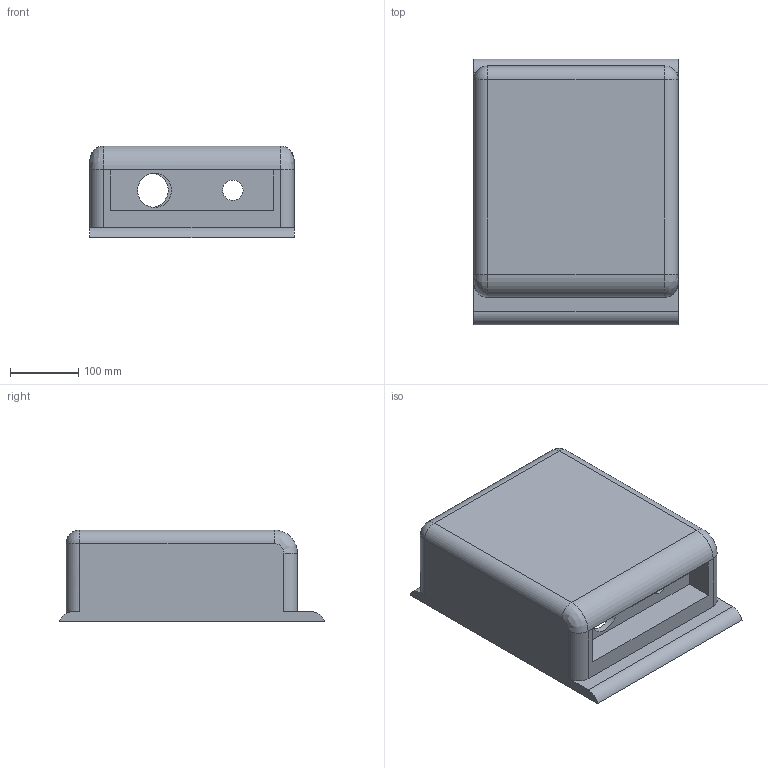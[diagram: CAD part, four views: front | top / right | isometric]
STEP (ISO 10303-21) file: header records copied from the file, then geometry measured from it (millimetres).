
FILE_DESCRIPTION(/* description */ (''),/* implementation_level */ '2;1');
FILE_NAME(/* name */ 'top.step',/* time_stamp */ '2021-05-20T19:04:36+02:00',/* author */ (''),/* organization */ (''),/* preprocessor_version */ 'ST-DEVELOPER v18.1',/* originating_system */ 'Autodesk Translation Framework v10.6.0.1341',/* authorisation */ '');
FILE_SCHEMA (('AUTOMOTIVE_DESIGN { 1 0 10303 214 3 1 1 }'));
Length unit declared in the file: millimetre
Products named in the file (1): (Unsaved)
Bounding box: 300 x 390 x 135 mm (x, y, z)
Volume: 5627683.9 mm3; surface area: 540732.1 mm2
Topology: 1 solids, 1 shells, 42 faces, 101 edges, 64 vertices
Faces by surface type: plane 24, cylinder 14, bspline 2, sphere 2
Full cylindrical faces by diameter (mm): 30 x2, 50 x2
Entity records: 1290 total; most frequent: CARTESIAN_POINT 246, DIRECTION 211, ORIENTED_EDGE 202, EDGE_CURVE 101, AXIS2_PLACEMENT_3D 71, LINE 69, VECTOR 69, VERTEX_POINT 64
